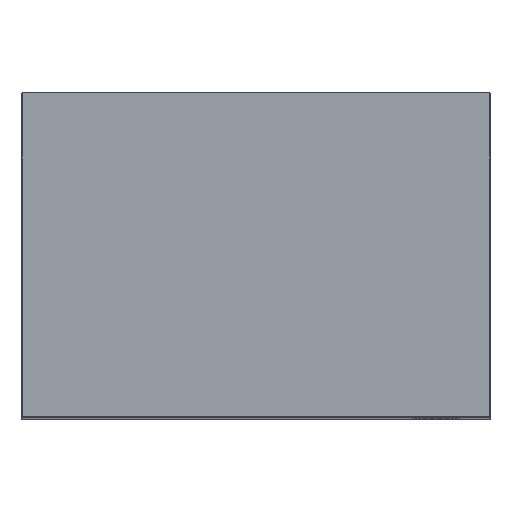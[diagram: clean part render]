
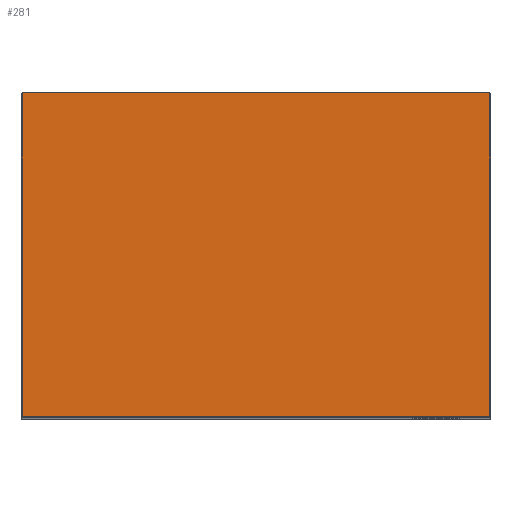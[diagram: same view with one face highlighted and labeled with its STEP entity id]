
A CAD part, top view. The second image highlights one B-rep face of the part: STEP entity #281.
In plain terms, the highlighted planar face has unit normal (0, 0, 1).
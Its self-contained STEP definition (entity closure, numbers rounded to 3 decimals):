
#148=CARTESIAN_POINT('',(32.49,22.49,113.0));
#149=VERTEX_POINT('',#148);
#150=CARTESIAN_POINT('',(32.49,-22.49,113.0));
#151=VERTEX_POINT('',#150);
#152=CARTESIAN_POINT('',(32.49,22.49,113.0));
#153=DIRECTION('',(0.0,-1.0,0.0));
#154=VECTOR('',#153,44.98);
#155=LINE('',#152,#154);
#156=EDGE_CURVE('',#149,#151,#155,.T.);
#191=CARTESIAN_POINT('',(-32.49,-22.49,113.0));
#192=VERTEX_POINT('',#191);
#193=CARTESIAN_POINT('',(32.49,-22.49,113.0));
#194=DIRECTION('',(-1.0,0.0,0.0));
#195=VECTOR('',#194,64.98);
#196=LINE('',#193,#195);
#197=EDGE_CURVE('',#151,#192,#196,.T.);
#222=CARTESIAN_POINT('',(-32.49,22.49,113.0));
#223=VERTEX_POINT('',#222);
#224=CARTESIAN_POINT('',(-32.49,-22.49,113.0));
#225=DIRECTION('',(0.0,1.0,0.0));
#226=VECTOR('',#225,44.98);
#227=LINE('',#224,#226);
#228=EDGE_CURVE('',#192,#223,#227,.T.);
#253=CARTESIAN_POINT('',(-32.49,22.49,113.0));
#254=DIRECTION('',(1.0,0.0,0.0));
#255=VECTOR('',#254,64.98);
#256=LINE('',#253,#255);
#257=EDGE_CURVE('',#223,#149,#256,.T.);
#270=CARTESIAN_POINT('',(0.,0.,113.0));
#271=DIRECTION('',(0.0,0.0,1.0));
#272=DIRECTION('',(1.0,0.0,0.0));
#273=AXIS2_PLACEMENT_3D('',#270,#271,#272);
#274=PLANE('',#273);
#275=ORIENTED_EDGE('',*,*,#156,.F.);
#276=ORIENTED_EDGE('',*,*,#257,.F.);
#277=ORIENTED_EDGE('',*,*,#228,.F.);
#278=ORIENTED_EDGE('',*,*,#197,.F.);
#279=EDGE_LOOP('',(#275,#276,#277,#278));
#280=FACE_OUTER_BOUND('',#279,.T.);
#281=ADVANCED_FACE('',(#280),#274,.T.);
